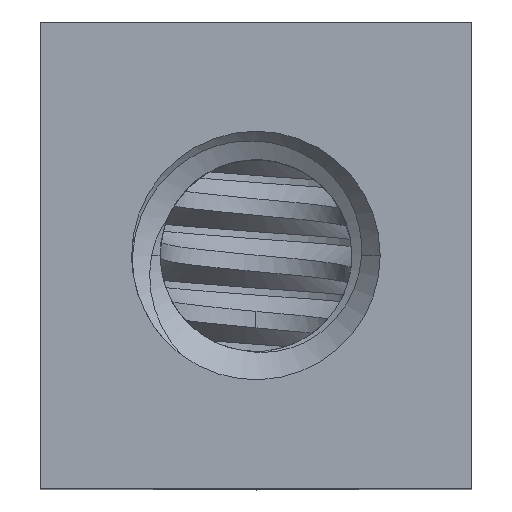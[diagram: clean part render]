
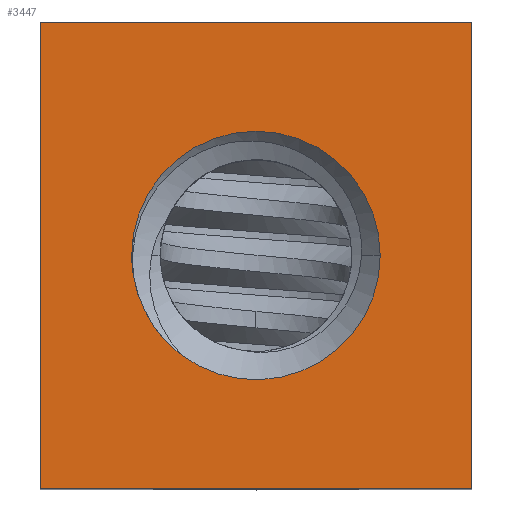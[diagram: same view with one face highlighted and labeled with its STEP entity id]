
A CAD part, top view. The second image highlights one B-rep face of the part: STEP entity #3447.
In plain terms, the highlighted planar face has unit normal (0, 0, 1).
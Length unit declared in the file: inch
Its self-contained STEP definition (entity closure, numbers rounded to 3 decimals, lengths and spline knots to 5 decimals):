
#323 = CIRCLE ( 'NONE', #8431, 0.069 ) ;
#488 = CARTESIAN_POINT ( 'NONE',  ( 0., 0.12965, 0.2197 ) ) ;
#525 = EDGE_CURVE ( 'NONE', #5277, #5851, #323, .T. ) ;
#655 = VERTEX_POINT ( 'NONE', #9328 ) ;
#974 = EDGE_LOOP ( 'NONE', ( #1387, #2091, #5496, #8267 ) ) ;
#1140 = ORIENTED_EDGE ( 'NONE', *, *, #9013, .T. ) ;
#1241 = EDGE_CURVE ( 'NONE', #8819, #6068, #4114, .T. ) ;
#1267 = VECTOR ( 'NONE', #9377, 39.37008 ) ;
#1387 = ORIENTED_EDGE ( 'NONE', *, *, #8938, .T. ) ;
#1478 = DIRECTION ( 'NONE',  ( 1., 0., 0. ) ) ;
#1496 = CARTESIAN_POINT ( 'NONE',  ( 0.1197, 0., 0.2197 ) ) ;
#1565 = ORIENTED_EDGE ( 'NONE', *, *, #1698, .T. ) ;
#1582 = LINE ( 'NONE', #2325, #7621 ) ;
#1698 = EDGE_CURVE ( 'NONE', #2688, #3654, #3634, .T. ) ;
#1839 = DIRECTION ( 'NONE',  ( 0., 0., -1. ) ) ;
#1944 = CARTESIAN_POINT ( 'NONE',  ( -0.1197, 0.2593, 0.2197 ) ) ;
#2091 = ORIENTED_EDGE ( 'NONE', *, *, #1241, .F. ) ;
#2258 = DIRECTION ( 'NONE',  ( 0., 0., -1. ) ) ;
#2266 = VERTEX_POINT ( 'NONE', #2472 ) ;
#2325 = CARTESIAN_POINT ( 'NONE',  ( -0.1197, 0., 0.2197 ) ) ;
#2459 = CARTESIAN_POINT ( 'NONE',  ( -0.069, 0.12965, 0.2197 ) ) ;
#2472 = CARTESIAN_POINT ( 'NONE',  ( -0.06817, 0.11895, 0.2197 ) ) ;
#2485 = CARTESIAN_POINT ( 'NONE',  ( -0.1197, 0.2593, 0.2197 ) ) ;
#2575 = EDGE_CURVE ( 'NONE', #7541, #8819, #3507, .T. ) ;
#2688 = VERTEX_POINT ( 'NONE', #8093 ) ;
#2838 = EDGE_CURVE ( 'NONE', #7541, #655, #7928, .T. ) ;
#2900 = DIRECTION ( 'NONE',  ( 0., 0., -1. ) ) ;
#2945 = CARTESIAN_POINT ( 'NONE',  ( 0.1197, 0.2593, 0.2197 ) ) ;
#3011 = AXIS2_PLACEMENT_3D ( 'NONE', #5316, #2258, #9142 ) ;
#3316 = EDGE_CURVE ( 'NONE', #3654, #2266, #4924, .T. ) ;
#3388 = FACE_BOUND ( 'NONE', #6109, .T. ) ;
#3447 = ADVANCED_FACE ( 'NONE', ( #3388, #9233 ), #6459, .F. ) ;
#3507 = LINE ( 'NONE', #4100, #1267 ) ;
#3528 = ORIENTED_EDGE ( 'NONE', *, *, #525, .T. ) ;
#3543 = AXIS2_PLACEMENT_3D ( 'NONE', #5823, #8133, #9891 ) ;
#3634 = CIRCLE ( 'NONE', #3543, 0.069 ) ;
#3638 = DIRECTION ( 'NONE',  ( 0., -1., 0. ) ) ;
#3654 = VERTEX_POINT ( 'NONE', #6745 ) ;
#4100 = CARTESIAN_POINT ( 'NONE',  ( -0.1197, 0.2593, 0.2197 ) ) ;
#4114 = LINE ( 'NONE', #6290, #4692 ) ;
#4130 = DIRECTION ( 'NONE',  ( 0., 0., -1. ) ) ;
#4186 = AXIS2_PLACEMENT_3D ( 'NONE', #6359, #4130, #5555 ) ;
#4646 = DIRECTION ( 'NONE',  ( -1., 0., 0. ) ) ;
#4692 = VECTOR ( 'NONE', #7835, 39.37008 ) ;
#4924 = CIRCLE ( 'NONE', #4186, 0.069 ) ;
#5020 = DIRECTION ( 'NONE',  ( -1., 0., 0. ) ) ;
#5160 = EDGE_CURVE ( 'NONE', #2266, #5277, #6439, .T. ) ;
#5277 = VERTEX_POINT ( 'NONE', #2459 ) ;
#5316 = CARTESIAN_POINT ( 'NONE',  ( 0., 0.12965, 0.2197 ) ) ;
#5496 = ORIENTED_EDGE ( 'NONE', *, *, #2575, .F. ) ;
#5555 = DIRECTION ( 'NONE',  ( -1., 0., 0. ) ) ;
#5594 = CIRCLE ( 'NONE', #3011, 0.069 ) ;
#5761 = ORIENTED_EDGE ( 'NONE', *, *, #3316, .T. ) ;
#5823 = CARTESIAN_POINT ( 'NONE',  ( 0., 0.12965, 0.2197 ) ) ;
#5851 = VERTEX_POINT ( 'NONE', #8752 ) ;
#5874 = VECTOR ( 'NONE', #3638, 39.37008 ) ;
#6068 = VERTEX_POINT ( 'NONE', #1496 ) ;
#6109 = EDGE_LOOP ( 'NONE', ( #1565, #5761, #6292, #3528, #1140 ) ) ;
#6270 = DIRECTION ( 'NONE',  ( -1., 0., 0. ) ) ;
#6290 = CARTESIAN_POINT ( 'NONE',  ( 0.1197, 0.2593, 0.2197 ) ) ;
#6292 = ORIENTED_EDGE ( 'NONE', *, *, #5160, .T. ) ;
#6341 = DIRECTION ( 'NONE',  ( 0., 0., -1. ) ) ;
#6359 = CARTESIAN_POINT ( 'NONE',  ( 0., 0.12965, 0.2197 ) ) ;
#6439 = CIRCLE ( 'NONE', #8258, 0.069 ) ;
#6459 = PLANE ( 'NONE',  #8475 ) ;
#6745 = CARTESIAN_POINT ( 'NONE',  ( -0.05631, 0.08977, 0.2197 ) ) ;
#7541 = VERTEX_POINT ( 'NONE', #2485 ) ;
#7621 = VECTOR ( 'NONE', #1478, 39.37008 ) ;
#7835 = DIRECTION ( 'NONE',  ( 0., -1., 0. ) ) ;
#7928 = LINE ( 'NONE', #9736, #5874 ) ;
#8093 = CARTESIAN_POINT ( 'NONE',  ( -0.04143, 0.07447, 0.2197 ) ) ;
#8133 = DIRECTION ( 'NONE',  ( 0., 0., -1. ) ) ;
#8258 = AXIS2_PLACEMENT_3D ( 'NONE', #8663, #6341, #6270 ) ;
#8267 = ORIENTED_EDGE ( 'NONE', *, *, #2838, .T. ) ;
#8431 = AXIS2_PLACEMENT_3D ( 'NONE', #488, #2900, #4646 ) ;
#8475 = AXIS2_PLACEMENT_3D ( 'NONE', #1944, #1839, #5020 ) ;
#8663 = CARTESIAN_POINT ( 'NONE',  ( 0., 0.12965, 0.2197 ) ) ;
#8752 = CARTESIAN_POINT ( 'NONE',  ( 0.069, 0.12965, 0.2197 ) ) ;
#8819 = VERTEX_POINT ( 'NONE', #2945 ) ;
#8938 = EDGE_CURVE ( 'NONE', #655, #6068, #1582, .T. ) ;
#9013 = EDGE_CURVE ( 'NONE', #5851, #2688, #5594, .T. ) ;
#9142 = DIRECTION ( 'NONE',  ( -1., 0., 0. ) ) ;
#9233 = FACE_OUTER_BOUND ( 'NONE', #974, .T. ) ;
#9328 = CARTESIAN_POINT ( 'NONE',  ( -0.1197, 0., 0.2197 ) ) ;
#9377 = DIRECTION ( 'NONE',  ( 1., 0., 0. ) ) ;
#9736 = CARTESIAN_POINT ( 'NONE',  ( -0.1197, 0.2593, 0.2197 ) ) ;
#9891 = DIRECTION ( 'NONE',  ( -1., 0., 0. ) ) ;
